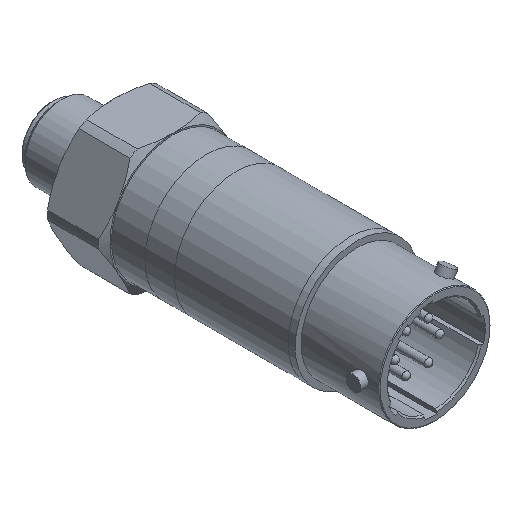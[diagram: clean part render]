
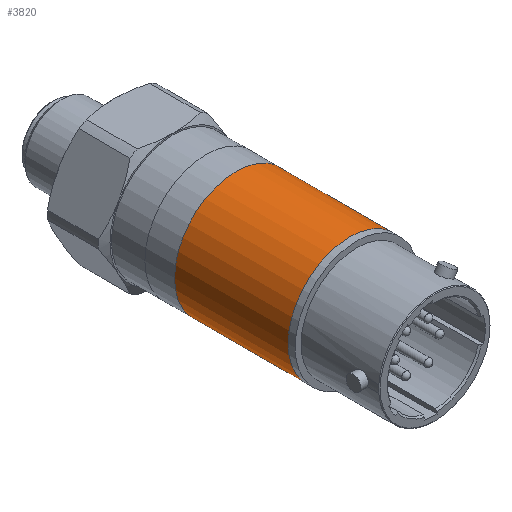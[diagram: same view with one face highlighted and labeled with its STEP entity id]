
A CAD part, isometric view. The second image highlights one B-rep face of the part: STEP entity #3820.
In plain terms, the highlighted cylindrical face has radius 8.3 mm (diameter 16.6 mm), a full revolution.
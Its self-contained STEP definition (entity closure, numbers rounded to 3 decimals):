
#37 = DIRECTION ( 'NONE',  ( 0., 0., 1. ) ) ;
#116 = CYLINDRICAL_SURFACE ( 'NONE', #1714, 8.3 ) ;
#254 = DIRECTION ( 'NONE',  ( 0., 1., 0. ) ) ;
#583 = CIRCLE ( 'NONE', #3969, 8.3 ) ;
#823 = CARTESIAN_POINT ( 'NONE',  ( 0., -14.349, 8.3 ) ) ;
#865 = AXIS2_PLACEMENT_3D ( 'NONE', #2051, #254, #2721 ) ;
#1326 = FACE_OUTER_BOUND ( 'NONE', #1334, .T. ) ;
#1334 = EDGE_LOOP ( 'NONE', ( #2282 ) ) ;
#1714 = AXIS2_PLACEMENT_3D ( 'NONE', #2325, #4112, #37 ) ;
#1882 = EDGE_CURVE ( 'NONE', #2562, #2562, #4013, .T. ) ;
#1966 = DIRECTION ( 'NONE',  ( 0., 1., 0. ) ) ;
#2051 = CARTESIAN_POINT ( 'NONE',  ( 0., 0.951, 0. ) ) ;
#2169 = FACE_OUTER_BOUND ( 'NONE', #3128, .T. ) ;
#2225 = CARTESIAN_POINT ( 'NONE',  ( 0., 0.951, 8.3 ) ) ;
#2282 = ORIENTED_EDGE ( 'NONE', *, *, #3240, .T. ) ;
#2321 = CARTESIAN_POINT ( 'NONE',  ( 0., -14.349, 0. ) ) ;
#2325 = CARTESIAN_POINT ( 'NONE',  ( 0., 2.554, 0. ) ) ;
#2562 = VERTEX_POINT ( 'NONE', #2225 ) ;
#2721 = DIRECTION ( 'NONE',  ( 0., 0., 1. ) ) ;
#3128 = EDGE_LOOP ( 'NONE', ( #4469 ) ) ;
#3240 = EDGE_CURVE ( 'NONE', #4509, #4509, #583, .T. ) ;
#3705 = DIRECTION ( 'NONE',  ( 0., 0., 1. ) ) ;
#3820 = ADVANCED_FACE ( 'NONE', ( #1326, #2169 ), #116, .T. ) ;
#3969 = AXIS2_PLACEMENT_3D ( 'NONE', #2321, #1966, #3705 ) ;
#4013 = CIRCLE ( 'NONE', #865, 8.3 ) ;
#4112 = DIRECTION ( 'NONE',  ( 0., 1., 0. ) ) ;
#4469 = ORIENTED_EDGE ( 'NONE', *, *, #1882, .F. ) ;
#4509 = VERTEX_POINT ( 'NONE', #823 ) ;
